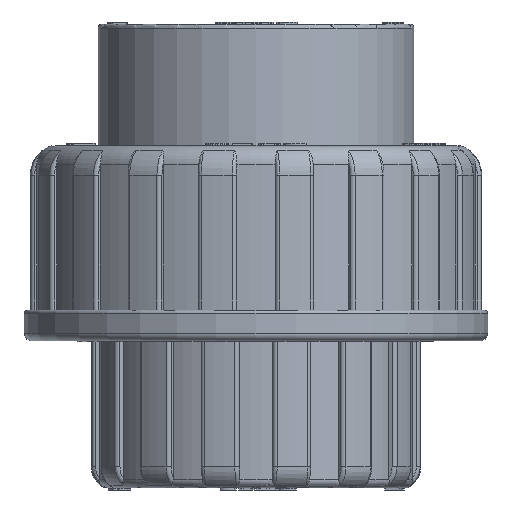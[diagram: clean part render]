
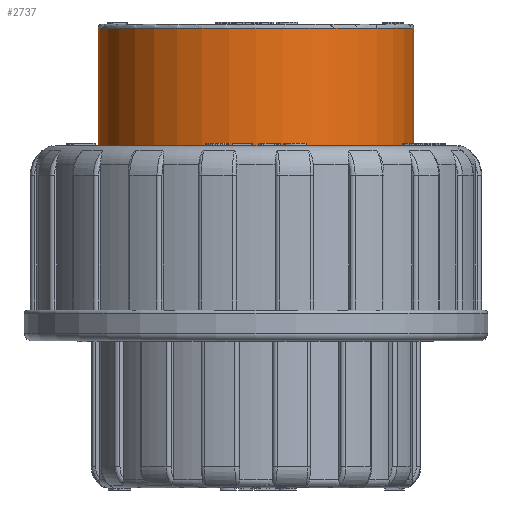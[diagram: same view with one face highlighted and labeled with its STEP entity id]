
A CAD part, left-side view. The second image highlights one B-rep face of the part: STEP entity #2737.
In plain terms, the highlighted cylindrical face has radius 20.45 mm (diameter 40.9 mm), a full revolution.
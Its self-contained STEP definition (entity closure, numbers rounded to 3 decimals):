
#2576=CYLINDRICAL_SURFACE('',#44385,20.45);
#2737=ADVANCED_FACE('',(#12249,#12250),#2576,.T.);
#7277=CIRCLE('',#44383,20.45);
#7278=CIRCLE('',#44384,20.45);
#12249=FACE_BOUND('',#12440,.T.);
#12250=FACE_BOUND('',#12441,.T.);
#12440=EDGE_LOOP('',(#15526));
#12441=EDGE_LOOP('',(#15527));
#15526=ORIENTED_EDGE('',*,*,#33825,.T.);
#15527=ORIENTED_EDGE('',*,*,#33826,.F.);
#29254=VERTEX_POINT('',#58232);
#29255=VERTEX_POINT('',#58234);
#33825=EDGE_CURVE('',#29254,#29254,#7277,.T.);
#33826=EDGE_CURVE('',#29255,#29255,#7278,.T.);
#44383=AXIS2_PLACEMENT_3D('',#58231,#47089,#47090);
#44384=AXIS2_PLACEMENT_3D('',#58233,#47091,#47092);
#44385=AXIS2_PLACEMENT_3D('',#58235,#47093,#47094);
#47089=DIRECTION('',(0.,0.,-1.));
#47090=DIRECTION('',(1.,0.,0.));
#47091=DIRECTION('',(0.,0.,-1.));
#47092=DIRECTION('',(-1.,0.,0.));
#47093=DIRECTION('',(0.,0.,1.));
#47094=DIRECTION('',(1.,0.,0.));
#58231=CARTESIAN_POINT('',(0.,134.,36.5));
#58232=CARTESIAN_POINT('',(20.45,134.,36.5));
#58233=CARTESIAN_POINT('',(0.,134.,16.));
#58234=CARTESIAN_POINT('',(-20.45,134.,16.));
#58235=CARTESIAN_POINT('',(0.,134.,11.));
